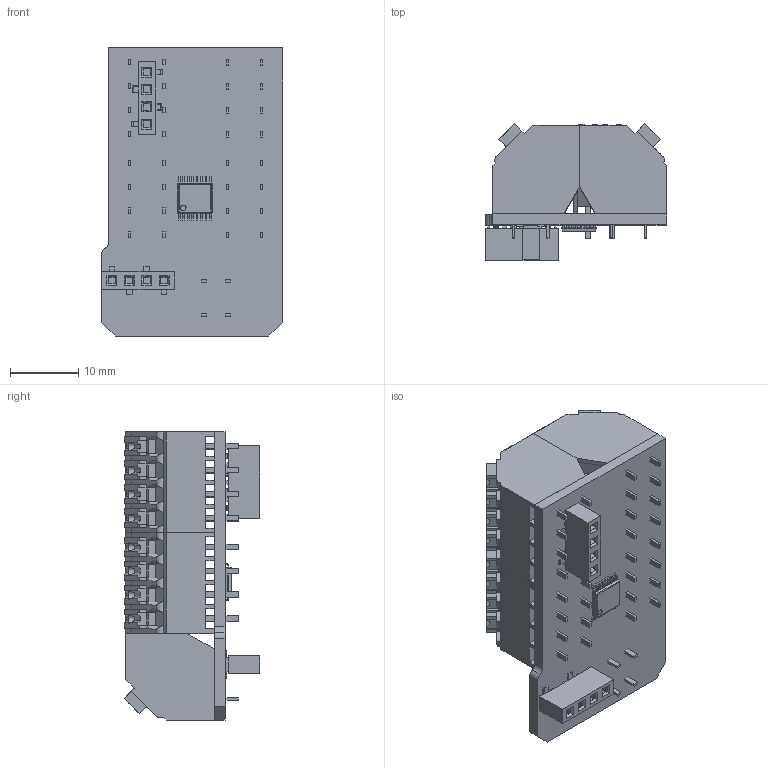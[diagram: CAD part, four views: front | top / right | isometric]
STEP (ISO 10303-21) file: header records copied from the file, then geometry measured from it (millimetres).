
FILE_DESCRIPTION(/* description */ (''),/* implementation_level */ '2;1');
FILE_NAME(/* name */ 'RoboRIO Adapter Board (34AB0) v118.step',/* time_stamp */ '2021-11-03T11:35:10-04:00',/* author */ (''),/* organization */ (''),/* preprocessor_version */ 'ST-DEVELOPER v18.1',/* originating_system */ 'Autodesk Translation Framework v10.10.0.1391',/* authorisation */ '');
FILE_SCHEMA (('AUTOMOTIVE_DESIGN { 1 0 10303 214 3 1 1 }'));
Length unit declared in the file: millimetre
Products named in the file (8): RoboRIO Adapter Board (34AB0); Components; 1885670000; 1885650000; Sticker; SN74LV4052APWR; BG306-04-A-1-0400-L-B; PCB
Assembly tree (11 placements, depth 3):
  RoboRIO Adapter Board (34AB0)
    Components
      1885670000  x4
      1885650000
      Sticker
      SN74LV4052APWR
      BG306-04-A-1-0400-L-B  x2
    PCB
Bounding box: 26.45 x 19.86 x 42.1 mm (x, y, z)
Volume: 9492.7 mm3; surface area: 12297.7 mm2
Topology: 88 solids, 88 shells, 1771 faces, 4596 edges, 3042 vertices
Faces by surface type: plane 1583, cylinder 180, sphere 8
Full cylindrical faces by diameter (mm): 0.8 x1, 1.2 x18
Entity records: 27463 total; most frequent: CARTESIAN_POINT 4899, ORIENTED_EDGE 4604, DIRECTION 4396, EDGE_CURVE 2302, LINE 1992, VECTOR 1992, VERTEX_POINT 1521, AXIS2_PLACEMENT_3D 1202
